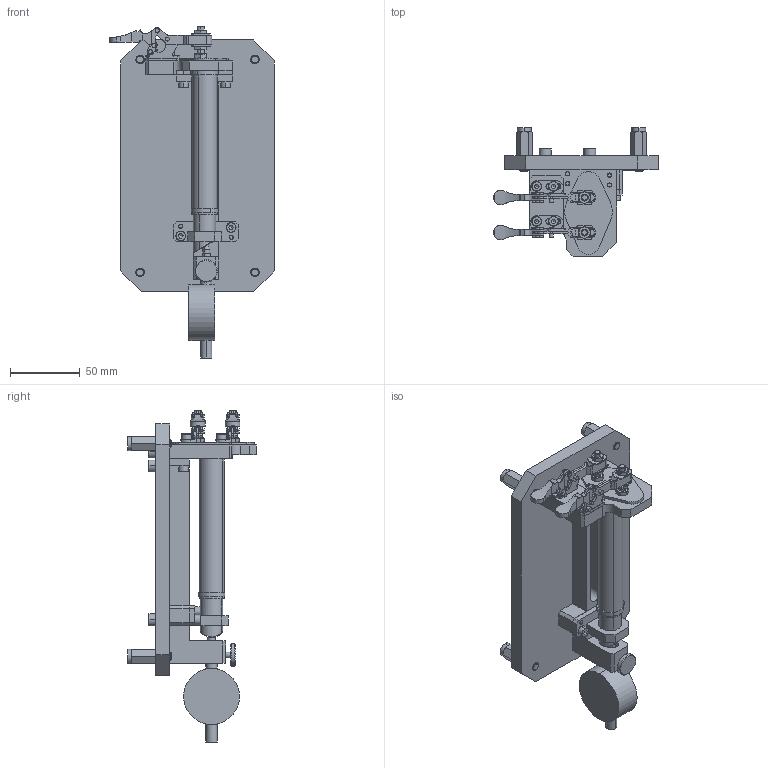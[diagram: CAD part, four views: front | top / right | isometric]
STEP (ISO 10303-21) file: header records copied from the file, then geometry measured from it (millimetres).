
FILE_DESCRIPTION(('CATIA V5 STEP Exchange'),'2;1');
FILE_NAME('McBRAIDA_sprawdzian.stp','2016-07-05T11:03:07+00:00',('none'),('none'),'CATIA Version 5 Release 21 GA (IN-10)','CATIA V5 STEP AP203','none');
FILE_SCHEMA(('CONFIG_CONTROL_DESIGN'));
Length unit declared in the file: millimetre
Products named in the file (2): McBRAIDA_sprawdzian; sprawdzian
Assembly tree (33 placements, depth 3):
  McBRAIDA_sprawdzian
    #58
    sprawdzian
      #1013
      #2270
      #4098
      #4459  x8
      #5352
      #5546  x4
      #5761
      #6143
      #7129  x2
      #15574
      #16213
      #16982  x4
      #18081
      #18896
      #19446  x3
Bounding box: 117.88 x 92 x 237.21 mm (x, y, z)
Volume: 351652 mm3; surface area: 117397.9 mm2
Topology: 32 solids, 32 shells, 1287 faces, 3268 edges, 2112 vertices
Faces by surface type: plane 539, cylinder 450, cone 238, torus 54, sphere 6
Entity records: 20290 total; most frequent: CARTESIAN_POINT 4732, ORIENTED_EDGE 3300, DIRECTION 2699, EDGE_CURVE 1650, AXIS2_PLACEMENT_3D 1233, VERTEX_POINT 1071, VECTOR 840, LINE 840
